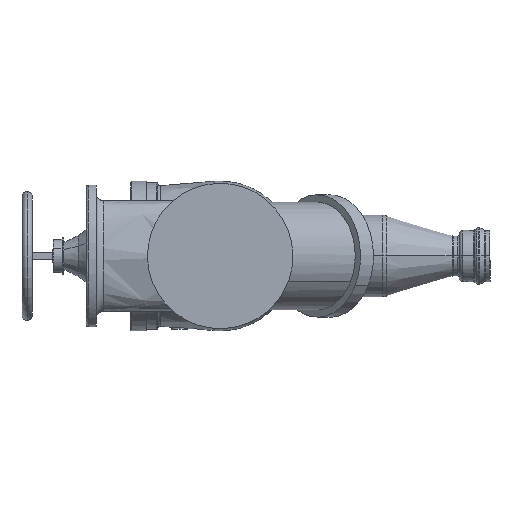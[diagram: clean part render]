
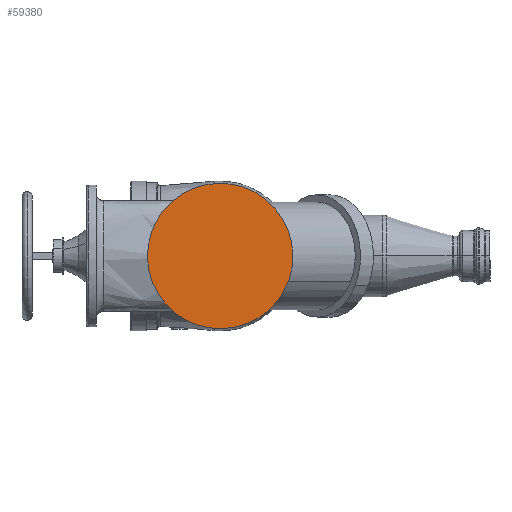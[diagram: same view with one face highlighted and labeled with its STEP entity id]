
A CAD part, left-side view. The second image highlights one B-rep face of the part: STEP entity #59380.
In plain terms, the highlighted planar face has unit normal (-1, 0, 0).
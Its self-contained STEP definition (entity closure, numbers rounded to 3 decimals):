
#59337=CARTESIAN_POINT('Vertex',(-939.,-68.318,125.056)) ;
#59340=CARTESIAN_POINT('Axis2P3D Location',(-939.,0.,0.)) ;
#59344=CARTESIAN_POINT('Vertex',(-939.,68.318,-125.056)) ;
#59359=CARTESIAN_POINT('Axis2P3D Location',(-939.,0.,0.)) ;
#59371=CARTESIAN_POINT('Axis2P3D Location',(-939.,0.,0.)) ;
#59341=DIRECTION('Axis2P3D Direction',(1.,0.,0.)) ;
#59360=DIRECTION('Axis2P3D Direction',(1.,0.,0.)) ;
#59372=DIRECTION('Axis2P3D Direction',(1.,0.,0.)) ;
#59373=DIRECTION('Axis2P3D XDirection',(0.,1.,0.)) ;
#59342=AXIS2_PLACEMENT_3D('Circle Axis2P3D',#59340,#59341,$) ;
#59361=AXIS2_PLACEMENT_3D('Circle Axis2P3D',#59359,#59360,$) ;
#59374=AXIS2_PLACEMENT_3D('Plane Axis2P3D',#59371,#59372,#59373) ;
#59377=ORIENTED_EDGE('',*,*,#59363,.F.) ;
#59378=ORIENTED_EDGE('',*,*,#59346,.F.) ;
#59380=ADVANCED_FACE('PartBody',(#59379),#59375,.F.) ;
#59343=CIRCLE('generated circle',#59342,142.5) ;
#59362=CIRCLE('generated circle',#59361,142.5) ;
#59346=EDGE_CURVE('',#59338,#59345,#59343,.T.) ;
#59363=EDGE_CURVE('',#59345,#59338,#59362,.T.) ;
#59376=EDGE_LOOP('',(#59377,#59378)) ;
#59379=FACE_OUTER_BOUND('',#59376,.T.) ;
#59375=PLANE('',#59374) ;
#59338=VERTEX_POINT('',#59337) ;
#59345=VERTEX_POINT('',#59344) ;
